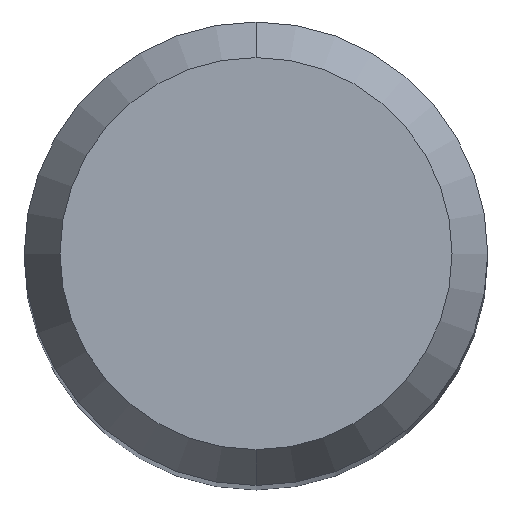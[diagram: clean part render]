
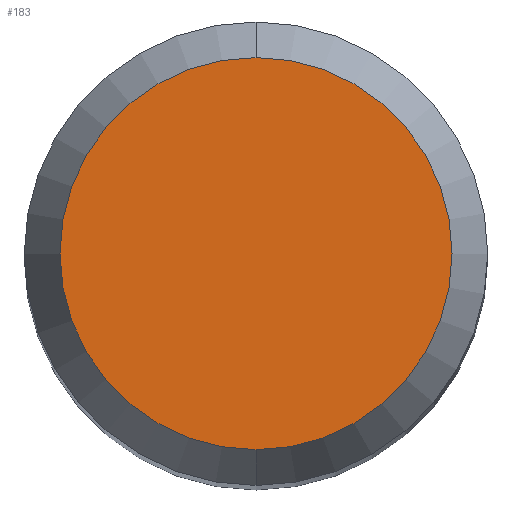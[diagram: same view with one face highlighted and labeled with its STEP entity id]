
A CAD part, top view. The second image highlights one B-rep face of the part: STEP entity #183.
In plain terms, the highlighted planar face has unit normal (0, 0, 1).
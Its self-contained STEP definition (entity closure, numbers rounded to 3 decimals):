
#183=ADVANCED_FACE('',(#475),#476,.T.);
#333=EDGE_CURVE('',#371,#415,#642,.T.);
#371=VERTEX_POINT('',#683);
#413=EDGE_CURVE('',#415,#371,#729,.T.);
#415=VERTEX_POINT('',#731);
#475=FACE_OUTER_BOUND('',#795,.T.);
#476=PLANE('',#796);
#642=CIRCLE('',#1160,2.538);
#683=CARTESIAN_POINT('',(0.0,2.538,0.0));
#729=CIRCLE('',#1322,2.538);
#731=CARTESIAN_POINT('',(0.,-2.538,0.0));
#795=EDGE_LOOP('',(#1392,#1393));
#796=AXIS2_PLACEMENT_3D('',#1394,#1395,#1396);
#1160=AXIS2_PLACEMENT_3D('',#1577,#1578,#1579);
#1322=AXIS2_PLACEMENT_3D('',#1679,#1680,#1681);
#1392=ORIENTED_EDGE('',*,*,#333,.F.);
#1393=ORIENTED_EDGE('',*,*,#413,.F.);
#1394=CARTESIAN_POINT('',(0.0,1.269,0.0));
#1395=DIRECTION('',(-0.0,0.0,1.0));
#1396=DIRECTION('',(0.0,-1.0,0.0));
#1577=CARTESIAN_POINT('',(0.0,0.0,0.0));
#1578=DIRECTION('',(0.0,0.0,-1.0));
#1579=DIRECTION('',(0.0,1.0,0.0));
#1679=CARTESIAN_POINT('',(0.0,0.0,0.0));
#1680=DIRECTION('',(0.0,0.0,-1.0));
#1681=DIRECTION('',(0.0,1.0,0.0));
